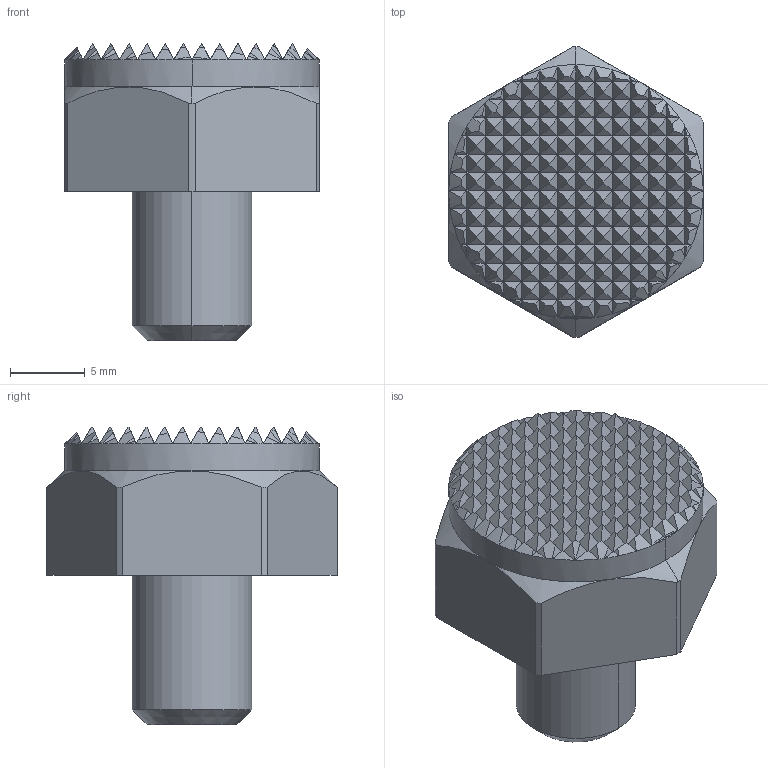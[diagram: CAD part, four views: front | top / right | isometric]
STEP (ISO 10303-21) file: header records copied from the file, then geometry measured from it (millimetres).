
FILE_DESCRIPTION(('STEP AP214'),'1');
FILE_NAME('HALDERN_EH_22690_0221.stp','2017-07-04T09:13:53',('TraceParts'),('TraceParts S.A.'),'Spatial InterOp 3D',' ',' ');
FILE_SCHEMA(('automotive_design'));
Length unit declared in the file: millimetre
Products named in the file (1): HALDERN_EH_22690_0221
Bounding box: 17 x 19.4 x 19.91 mm (x, y, z)
Volume: 2721.6 mm3; surface area: 1474.2 mm2
Topology: 1 solids, 1 shells, 730 faces, 1328 edges, 601 vertices
Faces by surface type: plane 654, cone 66, cylinder 10
Entity records: 22105 total; most frequent: CARTESIAN_POINT 3032, DIRECTION 2683, ORIENTED_EDGE 2656, EDGE_CURVE 1328, LINE 1063, VECTOR 1063, AXIS2_PLACEMENT_3D 810, STYLED_ITEM 731
